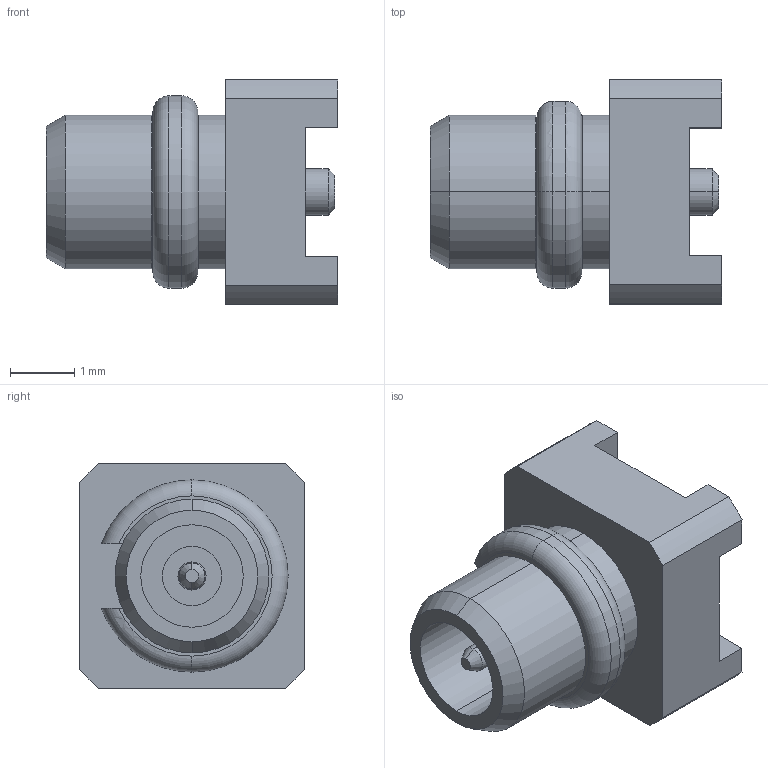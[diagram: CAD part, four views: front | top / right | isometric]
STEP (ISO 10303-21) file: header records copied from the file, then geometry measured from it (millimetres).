
FILE_DESCRIPTION (( 'STEP AP214' ), '1' );
FILE_NAME ('FMCN5184_3D.step', '2024-07-31T17:10:31', ( '' ), ( '' ), 'SwSTEP 2.0', 'SolidWorks 2022', '' );
FILE_SCHEMA (( 'AUTOMOTIVE_DESIGN' ));
Length unit declared in the file: inch
Products named in the file (5): Copy of 1.igs_4^FMCN5184; FMCN5184_3D; Copy of 3.igs_4^FMCN5184; Copy of 4.igs_1^FMCN5184; Copy of 2.igs_4^FMCN5184
Assembly tree (4 placements, depth 2):
  FMCN5184_3D
    Copy of 1.igs_4^FMCN5184
    Copy of 2.igs_4^FMCN5184
    Copy of 3.igs_4^FMCN5184
    Copy of 4.igs_1^FMCN5184
Bounding box: 4.55 x 3.5 x 3.5 mm (x, y, z)
Volume: 26.6 mm3; surface area: 119.3 mm2
Topology: 4 solids, 4 shells, 90 faces, 202 edges, 128 vertices
Faces by surface type: cylinder 38, plane 34, cone 12, torus 6
Entity records: 3934 total; most frequent: DIRECTION 486, CARTESIAN_POINT 447, ORIENTED_EDGE 404, EDGE_CURVE 202, AXIS2_PLACEMENT_3D 191, VERTEX_POINT 128, VECTOR 104, LINE 104
